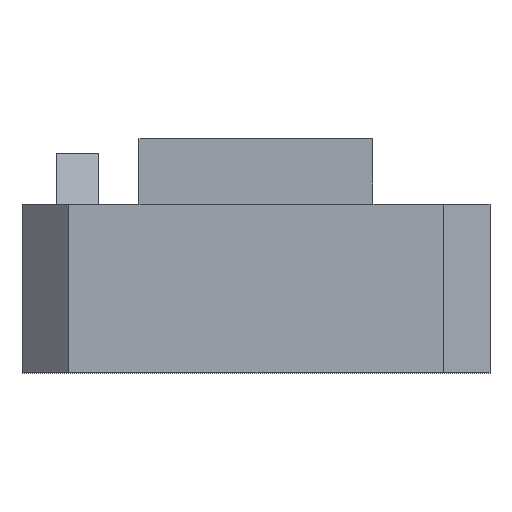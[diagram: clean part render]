
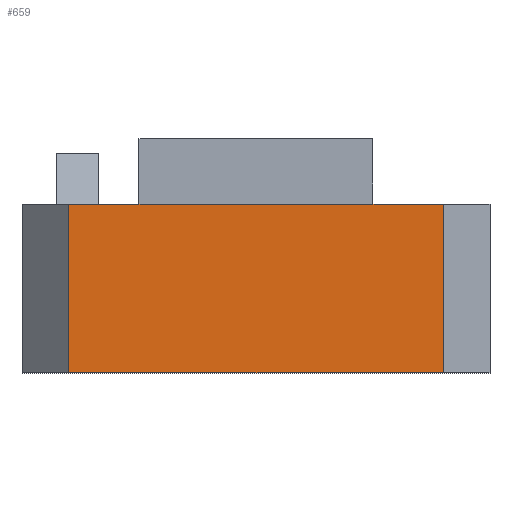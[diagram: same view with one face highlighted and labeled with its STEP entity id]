
A CAD part, top view. The second image highlights one B-rep face of the part: STEP entity #659.
In plain terms, the highlighted planar face has unit normal (0, 0, 1).
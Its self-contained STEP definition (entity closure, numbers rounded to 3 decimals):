
#13=DIRECTION('',(0.,0.,1.));
#164=VECTOR('',#165,1.);
#165=DIRECTION('',(1.,0.,0.));
#171=VECTOR('',#172,1.);
#172=DIRECTION('',(0.,1.,0.));
#178=VECTOR('',#179,1.);
#179=DIRECTION('',(-1.,0.,0.));
#185=VECTOR('',#186,1.);
#186=DIRECTION('',(0.,-1.,0.));
#320=VERTEX_POINT('',#321);
#321=CARTESIAN_POINT('',(-0.095,-0.37,8.2));
#327=EDGE_CURVE('',#320,#328,#330,.T.);
#328=VERTEX_POINT('',#329);
#329=CARTESIAN_POINT('',(0.655,-0.37,8.2));
#330=LINE('',#331,#164);
#331=CARTESIAN_POINT('',(-0.595,-0.37,8.2));
#383=VERTEX_POINT('',#384);
#384=CARTESIAN_POINT('',(3.905,-2.17,8.2));
#390=EDGE_CURVE('',#383,#391,#393,.T.);
#391=VERTEX_POINT('',#392);
#392=CARTESIAN_POINT('',(-0.095,-2.17,8.2));
#393=LINE('',#394,#178);
#394=CARTESIAN_POINT('',(4.405,-2.17,8.2));
#407=VERTEX_POINT('',#408);
#408=CARTESIAN_POINT('',(3.155,-0.37,8.2));
#413=EDGE_CURVE('',#407,#414,#330,.T.);
#414=VERTEX_POINT('',#415);
#415=CARTESIAN_POINT('',(3.905,-0.37,8.2));
#659=ADVANCED_FACE('',(#660),#674,.T.);
#660=FACE_BOUND('',#661,.T.);
#661=EDGE_LOOP('',(#662,#663,#666,#667,#670,#671));
#662=ORIENTED_EDGE('',*,*,#327,.F.);
#663=ORIENTED_EDGE('',*,*,#664,.F.);
#664=EDGE_CURVE('',#391,#320,#665,.T.);
#665=LINE('',#392,#171);
#666=ORIENTED_EDGE('',*,*,#390,.F.);
#667=ORIENTED_EDGE('',*,*,#668,.F.);
#668=EDGE_CURVE('',#414,#383,#669,.T.);
#669=LINE('',#415,#185);
#670=ORIENTED_EDGE('',*,*,#413,.F.);
#671=ORIENTED_EDGE('',*,*,#672,.T.);
#672=EDGE_CURVE('',#407,#328,#673,.T.);
#673=LINE('',#408,#178);
#674=PLANE('',#675);
#675=AXIS2_PLACEMENT_3D('',#331,#13,#165);
